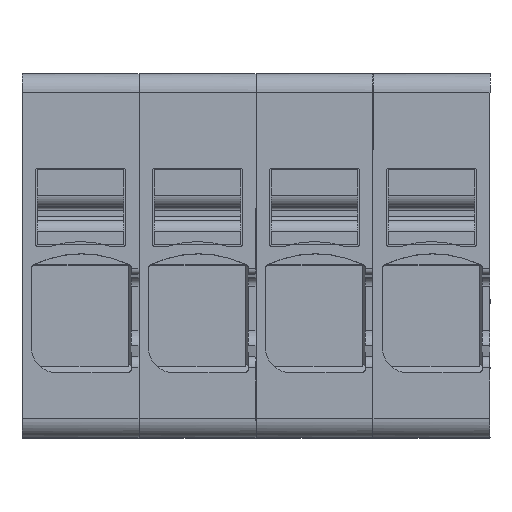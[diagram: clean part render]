
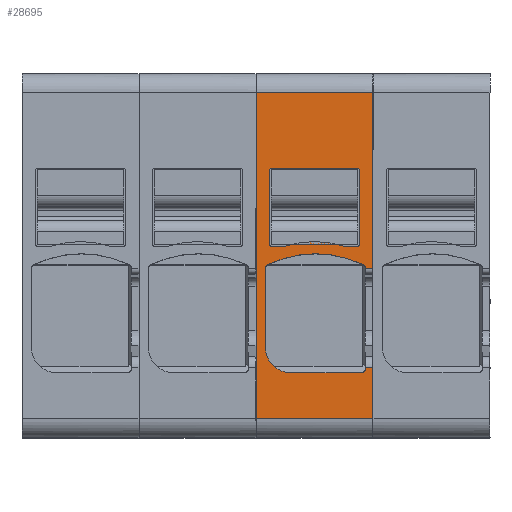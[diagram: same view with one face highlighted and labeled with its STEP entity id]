
A CAD part, top view. The second image highlights one B-rep face of the part: STEP entity #28695.
In plain terms, the highlighted planar face has unit normal (0, 0, 1).
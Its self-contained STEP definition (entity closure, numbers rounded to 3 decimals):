
#28518=AXIS2_PLACEMENT_3D('Plane Axis2P3D',#28515,#28516,#28517) ;
#28536=AXIS2_PLACEMENT_3D('Circle Axis2P3D',#28534,#28535,$) ;
#28550=AXIS2_PLACEMENT_3D('Circle Axis2P3D',#28548,#28549,$) ;
#28564=AXIS2_PLACEMENT_3D('Circle Axis2P3D',#28562,#28563,$) ;
#28571=AXIS2_PLACEMENT_3D('Circle Axis2P3D',#28569,#28570,$) ;
#28578=AXIS2_PLACEMENT_3D('Circle Axis2P3D',#28576,#28577,$) ;
#28624=AXIS2_PLACEMENT_3D('Circle Axis2P3D',#28622,#28623,$) ;
#28638=AXIS2_PLACEMENT_3D('Circle Axis2P3D',#28636,#28637,$) ;
#28652=AXIS2_PLACEMENT_3D('Circle Axis2P3D',#28650,#28651,$) ;
#28666=AXIS2_PLACEMENT_3D('Circle Axis2P3D',#28664,#28665,$) ;
#28680=AXIS2_PLACEMENT_3D('Circle Axis2P3D',#28678,#28679,$) ;
#26308=CARTESIAN_POINT('Vertex',(12.2,1.,50.95)) ;
#26311=CARTESIAN_POINT('Line Origine',(12.2,9.5,50.95)) ;
#26315=CARTESIAN_POINT('Vertex',(12.2,18.,50.95)) ;
#26377=CARTESIAN_POINT('Line Origine',(15.25,18.,50.95)) ;
#26381=CARTESIAN_POINT('Vertex',(18.3,18.,50.95)) ;
#27578=CARTESIAN_POINT('Line Origine',(18.3,13.409,50.95)) ;
#27582=CARTESIAN_POINT('Vertex',(18.3,8.818,50.95)) ;
#27631=CARTESIAN_POINT('Vertex',(18.3,3.657,50.95)) ;
#27634=CARTESIAN_POINT('Line Origine',(18.3,2.328,50.95)) ;
#27638=CARTESIAN_POINT('Vertex',(18.3,1.,50.95)) ;
#27920=CARTESIAN_POINT('Line Origine',(15.25,1.,50.95)) ;
#28515=CARTESIAN_POINT('Axis2P3D Location',(15.7,1.,50.95)) ;
#28520=CARTESIAN_POINT('Line Origine',(18.1,3.657,50.95)) ;
#28524=CARTESIAN_POINT('Vertex',(17.9,3.657,50.95)) ;
#28527=CARTESIAN_POINT('Line Origine',(17.9,3.628,50.95)) ;
#28531=CARTESIAN_POINT('Vertex',(17.9,3.6,50.95)) ;
#28534=CARTESIAN_POINT('Axis2P3D Location',(17.7,3.6,50.95)) ;
#28538=CARTESIAN_POINT('Vertex',(17.7,3.4,50.95)) ;
#28541=CARTESIAN_POINT('Line Origine',(15.85,3.4,50.95)) ;
#28545=CARTESIAN_POINT('Vertex',(14.,3.4,50.95)) ;
#28548=CARTESIAN_POINT('Axis2P3D Location',(14.,4.7,50.95)) ;
#28552=CARTESIAN_POINT('Vertex',(12.7,4.7,50.95)) ;
#28555=CARTESIAN_POINT('Line Origine',(12.7,6.774,50.95)) ;
#28559=CARTESIAN_POINT('Vertex',(12.7,8.849,50.95)) ;
#28562=CARTESIAN_POINT('Axis2P3D Location',(12.9,8.849,50.95)) ;
#28566=CARTESIAN_POINT('Vertex',(12.813,9.029,50.95)) ;
#28569=CARTESIAN_POINT('Axis2P3D Location',(15.3,3.9,50.95)) ;
#28573=CARTESIAN_POINT('Vertex',(17.787,9.029,50.95)) ;
#28576=CARTESIAN_POINT('Axis2P3D Location',(17.7,8.849,50.95)) ;
#28580=CARTESIAN_POINT('Vertex',(17.9,8.849,50.95)) ;
#28583=CARTESIAN_POINT('Line Origine',(17.9,8.833,50.95)) ;
#28587=CARTESIAN_POINT('Vertex',(17.9,8.818,50.95)) ;
#28590=CARTESIAN_POINT('Line Origine',(18.1,8.818,50.95)) ;
#28613=CARTESIAN_POINT('Line Origine',(17.6,12.025,50.95)) ;
#28617=CARTESIAN_POINT('Vertex',(17.6,10.1,50.95)) ;
#28619=CARTESIAN_POINT('Vertex',(17.6,13.95,50.95)) ;
#28622=CARTESIAN_POINT('Axis2P3D Location',(17.5,10.1,50.95)) ;
#28626=CARTESIAN_POINT('Vertex',(17.5,10.,50.95)) ;
#28629=CARTESIAN_POINT('Line Origine',(17.121,10.,50.95)) ;
#28633=CARTESIAN_POINT('Vertex',(16.741,10.,50.95)) ;
#28636=CARTESIAN_POINT('Axis2P3D Location',(15.25,5.385,50.95)) ;
#28640=CARTESIAN_POINT('Vertex',(13.759,10.,50.95)) ;
#28643=CARTESIAN_POINT('Line Origine',(13.379,10.,50.95)) ;
#28647=CARTESIAN_POINT('Vertex',(13.,10.,50.95)) ;
#28650=CARTESIAN_POINT('Axis2P3D Location',(13.,10.1,50.95)) ;
#28654=CARTESIAN_POINT('Vertex',(12.9,10.1,50.95)) ;
#28657=CARTESIAN_POINT('Line Origine',(12.9,12.025,50.95)) ;
#28661=CARTESIAN_POINT('Vertex',(12.9,13.95,50.95)) ;
#28664=CARTESIAN_POINT('Axis2P3D Location',(13.,13.95,50.95)) ;
#28668=CARTESIAN_POINT('Vertex',(13.,14.05,50.95)) ;
#28671=CARTESIAN_POINT('Line Origine',(15.25,14.05,50.95)) ;
#28675=CARTESIAN_POINT('Vertex',(17.5,14.05,50.95)) ;
#28678=CARTESIAN_POINT('Axis2P3D Location',(17.5,13.95,50.95)) ;
#26312=DIRECTION('Vector Direction',(0.,1.,0.)) ;
#26378=DIRECTION('Vector Direction',(1.,0.,0.)) ;
#27579=DIRECTION('Vector Direction',(0.,1.,0.)) ;
#27635=DIRECTION('Vector Direction',(0.,1.,0.)) ;
#27921=DIRECTION('Vector Direction',(1.,0.,0.)) ;
#28516=DIRECTION('Axis2P3D Direction',(0.,0.,1.)) ;
#28517=DIRECTION('Axis2P3D XDirection',(0.,1.,0.)) ;
#28521=DIRECTION('Vector Direction',(1.,0.,0.)) ;
#28528=DIRECTION('Vector Direction',(0.,-1.,0.)) ;
#28535=DIRECTION('Axis2P3D Direction',(0.,0.,1.)) ;
#28542=DIRECTION('Vector Direction',(-1.,0.,0.)) ;
#28549=DIRECTION('Axis2P3D Direction',(0.,0.,1.)) ;
#28556=DIRECTION('Vector Direction',(0.,-1.,0.)) ;
#28563=DIRECTION('Axis2P3D Direction',(0.,0.,1.)) ;
#28570=DIRECTION('Axis2P3D Direction',(0.,0.,1.)) ;
#28577=DIRECTION('Axis2P3D Direction',(0.,0.,1.)) ;
#28584=DIRECTION('Vector Direction',(0.,-1.,0.)) ;
#28591=DIRECTION('Vector Direction',(1.,0.,0.)) ;
#28614=DIRECTION('Vector Direction',(0.,1.,0.)) ;
#28623=DIRECTION('Axis2P3D Direction',(0.,0.,1.)) ;
#28630=DIRECTION('Vector Direction',(-1.,0.,0.)) ;
#28637=DIRECTION('Axis2P3D Direction',(0.,0.,1.)) ;
#28644=DIRECTION('Vector Direction',(-1.,0.,0.)) ;
#28651=DIRECTION('Axis2P3D Direction',(0.,0.,1.)) ;
#28658=DIRECTION('Vector Direction',(0.,1.,0.)) ;
#28665=DIRECTION('Axis2P3D Direction',(0.,0.,1.)) ;
#28672=DIRECTION('Vector Direction',(-1.,0.,0.)) ;
#28679=DIRECTION('Axis2P3D Direction',(0.,0.,1.)) ;
#26313=VECTOR('Line Direction',#26312,1.) ;
#26379=VECTOR('Line Direction',#26378,1.) ;
#27580=VECTOR('Line Direction',#27579,1.) ;
#27636=VECTOR('Line Direction',#27635,1.) ;
#27922=VECTOR('Line Direction',#27921,1.) ;
#28522=VECTOR('Line Direction',#28521,1.) ;
#28529=VECTOR('Line Direction',#28528,1.) ;
#28543=VECTOR('Line Direction',#28542,1.) ;
#28557=VECTOR('Line Direction',#28556,1.) ;
#28585=VECTOR('Line Direction',#28584,1.) ;
#28592=VECTOR('Line Direction',#28591,1.) ;
#28615=VECTOR('Line Direction',#28614,1.) ;
#28631=VECTOR('Line Direction',#28630,1.) ;
#28645=VECTOR('Line Direction',#28644,1.) ;
#28659=VECTOR('Line Direction',#28658,1.) ;
#28673=VECTOR('Line Direction',#28672,1.) ;
#28596=ORIENTED_EDGE('',*,*,#27640,.F.) ;
#28597=ORIENTED_EDGE('',*,*,#28526,.F.) ;
#28598=ORIENTED_EDGE('',*,*,#28533,.T.) ;
#28599=ORIENTED_EDGE('',*,*,#28540,.F.) ;
#28600=ORIENTED_EDGE('',*,*,#28547,.T.) ;
#28601=ORIENTED_EDGE('',*,*,#28554,.F.) ;
#28602=ORIENTED_EDGE('',*,*,#28561,.F.) ;
#28603=ORIENTED_EDGE('',*,*,#28568,.F.) ;
#28604=ORIENTED_EDGE('',*,*,#28575,.F.) ;
#28605=ORIENTED_EDGE('',*,*,#28582,.F.) ;
#28606=ORIENTED_EDGE('',*,*,#28589,.T.) ;
#28607=ORIENTED_EDGE('',*,*,#28594,.T.) ;
#28608=ORIENTED_EDGE('',*,*,#27584,.F.) ;
#28609=ORIENTED_EDGE('',*,*,#26383,.T.) ;
#28610=ORIENTED_EDGE('',*,*,#26317,.T.) ;
#28611=ORIENTED_EDGE('',*,*,#27924,.F.) ;
#28684=ORIENTED_EDGE('',*,*,#28621,.F.) ;
#28685=ORIENTED_EDGE('',*,*,#28628,.F.) ;
#28686=ORIENTED_EDGE('',*,*,#28635,.T.) ;
#28687=ORIENTED_EDGE('',*,*,#28642,.T.) ;
#28688=ORIENTED_EDGE('',*,*,#28649,.T.) ;
#28689=ORIENTED_EDGE('',*,*,#28656,.F.) ;
#28690=ORIENTED_EDGE('',*,*,#28663,.T.) ;
#28691=ORIENTED_EDGE('',*,*,#28670,.F.) ;
#28692=ORIENTED_EDGE('',*,*,#28677,.F.) ;
#28693=ORIENTED_EDGE('',*,*,#28682,.F.) ;
#28694=FACE_BOUND('',#28683,.T.) ;
#28695=ADVANCED_FACE('APG_4_MI',(#28612,#28694),#28519,.T.) ;
#28537=CIRCLE('generated circle',#28536,0.2) ;
#28551=CIRCLE('generated circle',#28550,1.3) ;
#28565=CIRCLE('generated circle',#28564,0.2) ;
#28572=CIRCLE('generated circle',#28571,5.7) ;
#28579=CIRCLE('generated circle',#28578,0.2) ;
#28625=CIRCLE('generated circle',#28624,0.1) ;
#28639=CIRCLE('generated circle',#28638,4.85) ;
#28653=CIRCLE('generated circle',#28652,0.1) ;
#28667=CIRCLE('generated circle',#28666,0.1) ;
#28681=CIRCLE('generated circle',#28680,0.1) ;
#26317=EDGE_CURVE('',#26316,#26309,#26314,.F.) ;
#26383=EDGE_CURVE('',#26382,#26316,#26380,.F.) ;
#27584=EDGE_CURVE('',#26382,#27583,#27581,.F.) ;
#27640=EDGE_CURVE('',#27632,#27639,#27637,.F.) ;
#27924=EDGE_CURVE('',#27639,#26309,#27923,.F.) ;
#28526=EDGE_CURVE('',#28525,#27632,#28523,.T.) ;
#28533=EDGE_CURVE('',#28525,#28532,#28530,.T.) ;
#28540=EDGE_CURVE('',#28539,#28532,#28537,.T.) ;
#28547=EDGE_CURVE('',#28539,#28546,#28544,.T.) ;
#28554=EDGE_CURVE('',#28553,#28546,#28551,.T.) ;
#28561=EDGE_CURVE('',#28560,#28553,#28558,.T.) ;
#28568=EDGE_CURVE('',#28567,#28560,#28565,.T.) ;
#28575=EDGE_CURVE('',#28574,#28567,#28572,.T.) ;
#28582=EDGE_CURVE('',#28581,#28574,#28579,.T.) ;
#28589=EDGE_CURVE('',#28581,#28588,#28586,.T.) ;
#28594=EDGE_CURVE('',#28588,#27583,#28593,.T.) ;
#28621=EDGE_CURVE('',#28618,#28620,#28616,.T.) ;
#28628=EDGE_CURVE('',#28627,#28618,#28625,.T.) ;
#28635=EDGE_CURVE('',#28627,#28634,#28632,.T.) ;
#28642=EDGE_CURVE('',#28634,#28641,#28639,.T.) ;
#28649=EDGE_CURVE('',#28641,#28648,#28646,.T.) ;
#28656=EDGE_CURVE('',#28655,#28648,#28653,.T.) ;
#28663=EDGE_CURVE('',#28655,#28662,#28660,.T.) ;
#28670=EDGE_CURVE('',#28669,#28662,#28667,.T.) ;
#28677=EDGE_CURVE('',#28676,#28669,#28674,.T.) ;
#28682=EDGE_CURVE('',#28620,#28676,#28681,.T.) ;
#28595=EDGE_LOOP('',(#28596,#28597,#28598,#28599,#28600,#28601,#28602,#28603,#28604,#28605,#28606,#28607,#28608,#28609,#28610,#28611)) ;
#28683=EDGE_LOOP('',(#28684,#28685,#28686,#28687,#28688,#28689,#28690,#28691,#28692,#28693)) ;
#28612=FACE_OUTER_BOUND('',#28595,.T.) ;
#26314=LINE('Line',#26311,#26313) ;
#26380=LINE('Line',#26377,#26379) ;
#27581=LINE('Line',#27578,#27580) ;
#27637=LINE('Line',#27634,#27636) ;
#27923=LINE('Line',#27920,#27922) ;
#28523=LINE('Line',#28520,#28522) ;
#28530=LINE('Line',#28527,#28529) ;
#28544=LINE('Line',#28541,#28543) ;
#28558=LINE('Line',#28555,#28557) ;
#28586=LINE('Line',#28583,#28585) ;
#28593=LINE('Line',#28590,#28592) ;
#28616=LINE('Line',#28613,#28615) ;
#28632=LINE('Line',#28629,#28631) ;
#28646=LINE('Line',#28643,#28645) ;
#28660=LINE('Line',#28657,#28659) ;
#28674=LINE('Line',#28671,#28673) ;
#28519=PLANE('',#28518) ;
#26309=VERTEX_POINT('',#26308) ;
#26316=VERTEX_POINT('',#26315) ;
#26382=VERTEX_POINT('',#26381) ;
#27583=VERTEX_POINT('',#27582) ;
#27632=VERTEX_POINT('',#27631) ;
#27639=VERTEX_POINT('',#27638) ;
#28525=VERTEX_POINT('',#28524) ;
#28532=VERTEX_POINT('',#28531) ;
#28539=VERTEX_POINT('',#28538) ;
#28546=VERTEX_POINT('',#28545) ;
#28553=VERTEX_POINT('',#28552) ;
#28560=VERTEX_POINT('',#28559) ;
#28567=VERTEX_POINT('',#28566) ;
#28574=VERTEX_POINT('',#28573) ;
#28581=VERTEX_POINT('',#28580) ;
#28588=VERTEX_POINT('',#28587) ;
#28618=VERTEX_POINT('',#28617) ;
#28620=VERTEX_POINT('',#28619) ;
#28627=VERTEX_POINT('',#28626) ;
#28634=VERTEX_POINT('',#28633) ;
#28641=VERTEX_POINT('',#28640) ;
#28648=VERTEX_POINT('',#28647) ;
#28655=VERTEX_POINT('',#28654) ;
#28662=VERTEX_POINT('',#28661) ;
#28669=VERTEX_POINT('',#28668) ;
#28676=VERTEX_POINT('',#28675) ;
